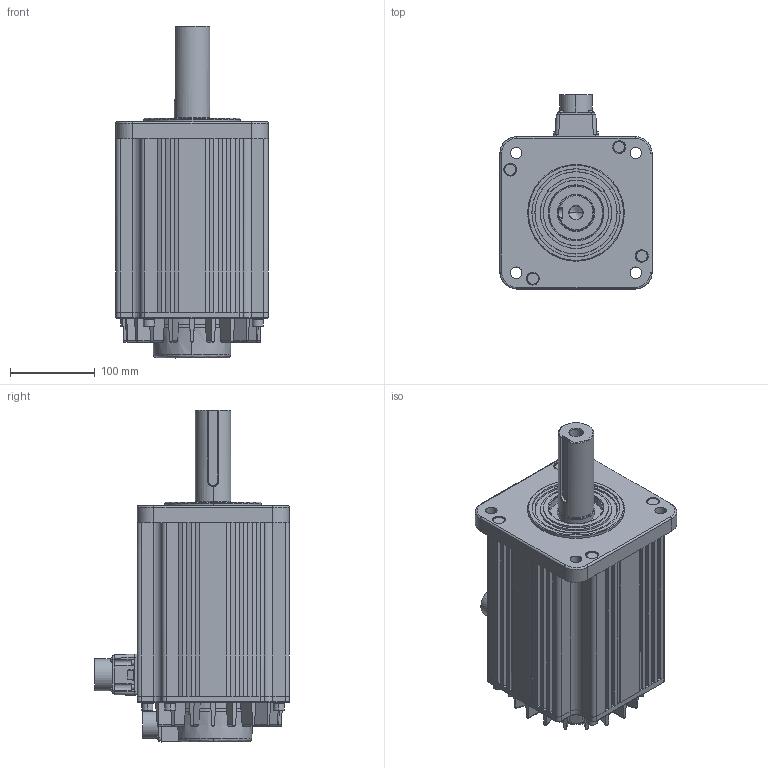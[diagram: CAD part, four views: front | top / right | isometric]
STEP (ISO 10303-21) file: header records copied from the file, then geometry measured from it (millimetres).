
FILE_DESCRIPTION (( 'STEP AP214' ), '1' );
FILE_NAME ('SV2H-455N.STEP', '2022-10-04T17:48:44', ( '' ), ( '' ), 'SwSTEP 2.0', 'SolidWorks 2021', '' );
FILE_SCHEMA (( 'AUTOMOTIVE_DESIGN' ));
Length unit declared in the file: inch
Products named in the file (1): SV2H-455N
Bounding box: 180 x 230.02 x 392.4 mm (x, y, z)
Volume: 7323209.6 mm3; surface area: 364999.1 mm2
Topology: 1 solids, 1 shells, 624 faces, 1460 edges, 906 vertices
Faces by surface type: plane 309, cylinder 211, cone 53, bspline 35, torus 16
Entity records: 23397 total; most frequent: CARTESIAN_POINT 9606, ORIENTED_EDGE 2916, DIRECTION 2696, EDGE_CURVE 1458, AXIS2_PLACEMENT_3D 964, VERTEX_POINT 906, LINE 768, VECTOR 768
